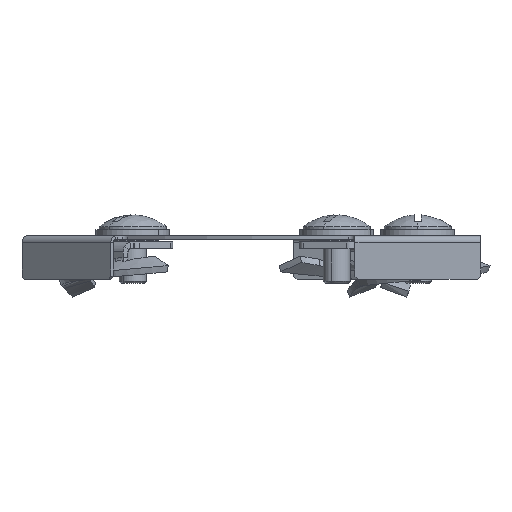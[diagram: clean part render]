
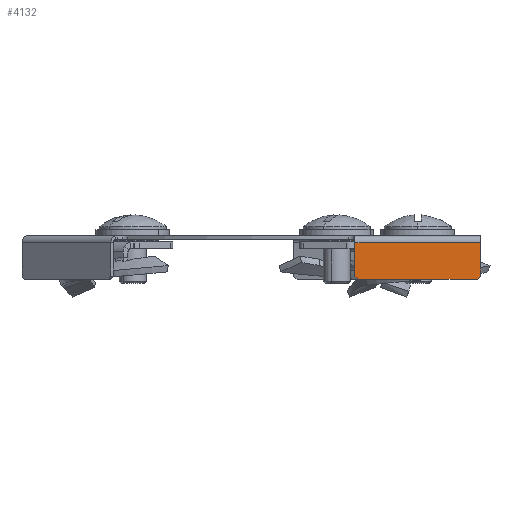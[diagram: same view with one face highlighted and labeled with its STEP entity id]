
A CAD part, left-side view. The second image highlights one B-rep face of the part: STEP entity #4132.
In plain terms, the highlighted planar face has unit normal (-1, 0, 0).
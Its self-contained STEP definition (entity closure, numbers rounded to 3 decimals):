
#589 = LINE ( 'NONE', #1517, #5958 ) ;
#664 = EDGE_CURVE ( 'NONE', #2415, #6572, #4234, .T. ) ;
#800 = VERTEX_POINT ( 'NONE', #2209 ) ;
#844 = LINE ( 'NONE', #3299, #4015 ) ;
#1375 = CARTESIAN_POINT ( 'NONE',  ( -113.95, 4.479, -13. ) ) ;
#1412 = EDGE_CURVE ( 'NONE', #800, #2415, #3508, .T. ) ;
#1421 = EDGE_CURVE ( 'NONE', #4877, #6572, #589, .T. ) ;
#1517 = CARTESIAN_POINT ( 'NONE',  ( -113.95, -33.021, -2. ) ) ;
#1559 = DIRECTION ( 'NONE',  ( 0., -1., 0. ) ) ;
#1822 = CARTESIAN_POINT ( 'NONE',  ( -113.95, 3.479, -13. ) ) ;
#1850 = PLANE ( 'NONE',  #3455 ) ;
#2145 = EDGE_CURVE ( 'NONE', #5280, #5371, #5296, .T. ) ;
#2209 = CARTESIAN_POINT ( 'NONE',  ( -113.95, -32.021, -13. ) ) ;
#2242 = EDGE_LOOP ( 'NONE', ( #2800, #3151, #3621, #3082, #4399, #4946 ) ) ;
#2276 = CARTESIAN_POINT ( 'NONE',  ( -113.95, 4.479, -12. ) ) ;
#2415 = VERTEX_POINT ( 'NONE', #5516 ) ;
#2578 = CARTESIAN_POINT ( 'NONE',  ( -113.95, 4.479, -2. ) ) ;
#2800 = ORIENTED_EDGE ( 'NONE', *, *, #4286, .T. ) ;
#3082 = ORIENTED_EDGE ( 'NONE', *, *, #1412, .T. ) ;
#3151 = ORIENTED_EDGE ( 'NONE', *, *, #2145, .T. ) ;
#3299 = CARTESIAN_POINT ( 'NONE',  ( -113.95, -33.021, -13. ) ) ;
#3365 = CARTESIAN_POINT ( 'NONE',  ( -113.95, -33.021, -2. ) ) ;
#3455 = AXIS2_PLACEMENT_3D ( 'NONE', #3926, #4913, #6007 ) ;
#3508 = LINE ( 'NONE', #3614, #3747 ) ;
#3614 = CARTESIAN_POINT ( 'NONE',  ( -113.95, -33.021, -12. ) ) ;
#3621 = ORIENTED_EDGE ( 'NONE', *, *, #6592, .T. ) ;
#3652 = CARTESIAN_POINT ( 'NONE',  ( -113.95, -33.021, -13. ) ) ;
#3747 = VECTOR ( 'NONE', #5213, 1000. ) ;
#3798 = DIRECTION ( 'NONE',  ( 0., -0.707, -0.707 ) ) ;
#3926 = CARTESIAN_POINT ( 'NONE',  ( -113.95, -33.021, -13. ) ) ;
#4015 = VECTOR ( 'NONE', #5862, 1000. ) ;
#4132 = ADVANCED_FACE ( 'NONE', ( #5222 ), #1850, .F. ) ;
#4234 = LINE ( 'NONE', #3652, #5717 ) ;
#4286 = EDGE_CURVE ( 'NONE', #4877, #5280, #5514, .T. ) ;
#4321 = CARTESIAN_POINT ( 'NONE',  ( -113.95, 3.479, -13. ) ) ;
#4399 = ORIENTED_EDGE ( 'NONE', *, *, #664, .T. ) ;
#4525 = DIRECTION ( 'NONE',  ( 0., 0., -1. ) ) ;
#4877 = VERTEX_POINT ( 'NONE', #2578 ) ;
#4913 = DIRECTION ( 'NONE',  ( 1., 0., 0. ) ) ;
#4946 = ORIENTED_EDGE ( 'NONE', *, *, #1421, .F. ) ;
#5134 = VECTOR ( 'NONE', #3798, 1000. ) ;
#5169 = VECTOR ( 'NONE', #4525, 1000. ) ;
#5213 = DIRECTION ( 'NONE',  ( 0., -0.707, 0.707 ) ) ;
#5222 = FACE_OUTER_BOUND ( 'NONE', #2242, .T. ) ;
#5280 = VERTEX_POINT ( 'NONE', #2276 ) ;
#5296 = LINE ( 'NONE', #4321, #5134 ) ;
#5371 = VERTEX_POINT ( 'NONE', #1822 ) ;
#5514 = LINE ( 'NONE', #1375, #5169 ) ;
#5516 = CARTESIAN_POINT ( 'NONE',  ( -113.95, -33.021, -12. ) ) ;
#5717 = VECTOR ( 'NONE', #6241, 1000. ) ;
#5862 = DIRECTION ( 'NONE',  ( 0., -1., 0. ) ) ;
#5958 = VECTOR ( 'NONE', #1559, 1000. ) ;
#6007 = DIRECTION ( 'NONE',  ( 0., 0., -1. ) ) ;
#6241 = DIRECTION ( 'NONE',  ( 0., 0., 1. ) ) ;
#6572 = VERTEX_POINT ( 'NONE', #3365 ) ;
#6592 = EDGE_CURVE ( 'NONE', #5371, #800, #844, .T. ) ;
